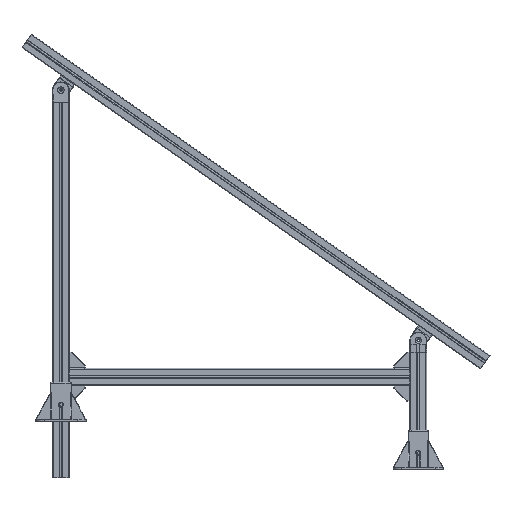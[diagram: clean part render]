
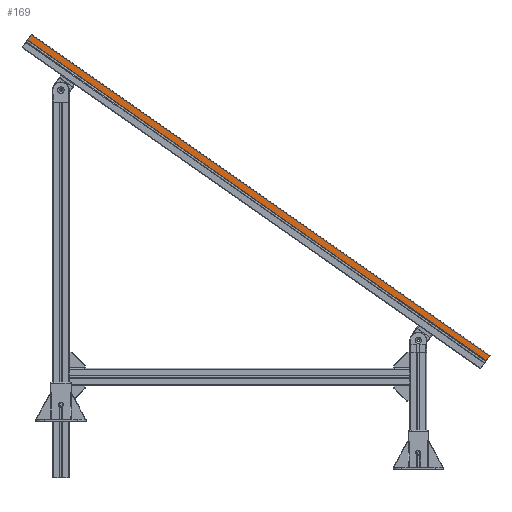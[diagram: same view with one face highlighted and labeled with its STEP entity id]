
A CAD part, front view. The second image highlights one B-rep face of the part: STEP entity #169.
In plain terms, the highlighted free-form (B-spline) face has degree [1, 1] with [2, 2] control points.
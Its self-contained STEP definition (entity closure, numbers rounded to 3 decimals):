
#117=CARTESIAN_POINT('',(-40.816,32.398,20.));
#118=VERTEX_POINT('',#117);
#125=CARTESIAN_POINT('',(1459.184,32.398,20.));
#126=VERTEX_POINT('',#125);
#127=CARTESIAN_POINT('',(-40.816,32.398,20.));
#128=CARTESIAN_POINT('',(1459.184,32.398,20.));
#129=B_SPLINE_CURVE_WITH_KNOTS('',1,(#127,#128),.POLYLINE_FORM.,.F.,.U.,(2,2),(0.,1.),.UNSPECIFIED.);
#130=EDGE_CURVE('',#118,#126,#129,.T.);
#142=CARTESIAN_POINT('',(1459.184,32.398,-147.722));
#143=CARTESIAN_POINT('',(-92.689,32.398,-147.722));
#144=CARTESIAN_POINT('',(1459.184,32.398,156.022));
#145=CARTESIAN_POINT('',(-92.689,32.398,156.022));
#146=B_SPLINE_SURFACE_WITH_KNOTS('',1,1,((#142,#143),(#144,#145)),.PLANE_SURF.,.F.,.F.,.U.,(2,2),(2,2),(0.,1.),(0.,1.),.UNSPECIFIED.);
#147=CARTESIAN_POINT('',(-40.816,32.398,4.15));
#148=VERTEX_POINT('',#147);
#149=CARTESIAN_POINT('',(-40.816,32.398,20.));
#150=CARTESIAN_POINT('',(-40.816,32.398,4.15));
#151=B_SPLINE_CURVE_WITH_KNOTS('',1,(#149,#150),.POLYLINE_FORM.,.F.,.U.,(2,2),(0.,1.),.UNSPECIFIED.);
#152=EDGE_CURVE('',#118,#148,#151,.T.);
#153=ORIENTED_EDGE('',*,*,#152,.T.);
#154=CARTESIAN_POINT('',(1459.184,32.398,4.15));
#155=VERTEX_POINT('',#154);
#156=CARTESIAN_POINT('',(-40.816,32.398,4.15));
#157=CARTESIAN_POINT('',(1459.184,32.398,4.15));
#158=B_SPLINE_CURVE_WITH_KNOTS('',1,(#156,#157),.POLYLINE_FORM.,.F.,.U.,(2,2),(0.,1.),.UNSPECIFIED.);
#159=EDGE_CURVE('',#148,#155,#158,.T.);
#160=ORIENTED_EDGE('',*,*,#159,.T.);
#161=CARTESIAN_POINT('',(1459.184,32.398,20.));
#162=CARTESIAN_POINT('',(1459.184,32.398,4.15));
#163=B_SPLINE_CURVE_WITH_KNOTS('',1,(#161,#162),.POLYLINE_FORM.,.F.,.U.,(2,2),(0.,1.),.UNSPECIFIED.);
#164=EDGE_CURVE('',#126,#155,#163,.T.);
#165=ORIENTED_EDGE('',*,*,#164,.F.);
#166=ORIENTED_EDGE('',*,*,#130,.F.);
#167=EDGE_LOOP('',(#153,#160,#165,#166));
#168=FACE_OUTER_BOUND('',#167,.T.);
#169=ADVANCED_FACE('',(#168),#146,.T.);
